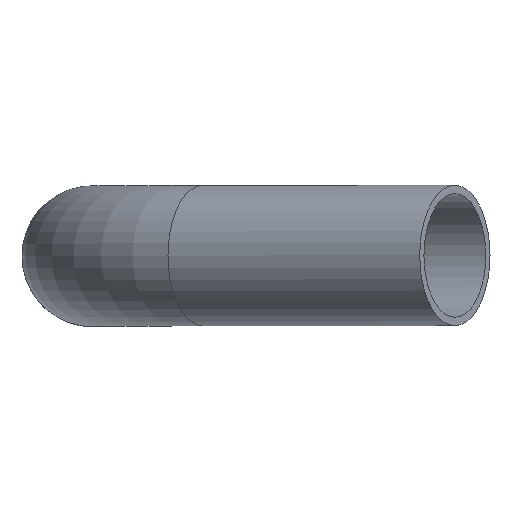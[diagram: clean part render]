
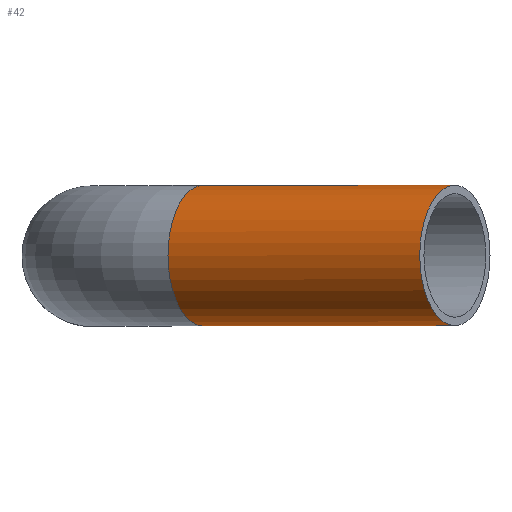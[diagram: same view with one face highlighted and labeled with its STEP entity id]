
A CAD part, top view. The second image highlights one B-rep face of the part: STEP entity #42.
In plain terms, the highlighted cylindrical face has radius 177.5 mm (diameter 355 mm), a full revolution.
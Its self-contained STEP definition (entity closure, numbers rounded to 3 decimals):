
#42 = ADVANCED_FACE( '', ( #85, #86 ), #87, .T. );
#85 = FACE_OUTER_BOUND( '', #124, .T. );
#86 = FACE_OUTER_BOUND( '', #125, .T. );
#87 = CYLINDRICAL_SURFACE( '', #126, 177.5 );
#124 = EDGE_LOOP( '', ( #167 ) );
#125 = EDGE_LOOP( '', ( #168 ) );
#126 = AXIS2_PLACEMENT_3D( '', #169, #170, #171 );
#167 = ORIENTED_EDGE( '', *, *, #192, .T. );
#168 = ORIENTED_EDGE( '', *, *, #188, .F. );
#169 = CARTESIAN_POINT( '', ( 916.13, 0., 1586.784 ) );
#170 = DIRECTION( '', ( -0.866, 0., -0.5 ) );
#171 = DIRECTION( '', ( 0.5, 0., -0.866 ) );
#188 = EDGE_CURVE( '', #206, #206, #207, .T. );
#192 = EDGE_CURVE( '', #213, #213, #214, .T. );
#206 = VERTEX_POINT( '', #230 );
#207 = CIRCLE( '', #231, 177.5 );
#213 = VERTEX_POINT( '', #237 );
#214 = CIRCLE( '', #238, 177.5 );
#230 = CARTESIAN_POINT( '', ( 1004.88, 0., 1433.065 ) );
#231 = AXIS2_PLACEMENT_3D( '', #254, #255, #256 );
#237 = CARTESIAN_POINT( '', ( 368.75, 0., 1065.795 ) );
#238 = AXIS2_PLACEMENT_3D( '', #263, #264, #265 );
#254 = CARTESIAN_POINT( '', ( 916.13, 0., 1586.784 ) );
#255 = DIRECTION( '', ( 0.866, 0., 0.5 ) );
#256 = DIRECTION( '', ( 0.5, 0., -0.866 ) );
#263 = CARTESIAN_POINT( '', ( 280., 0., 1219.514 ) );
#264 = DIRECTION( '', ( 0.866, 0., 0.5 ) );
#265 = DIRECTION( '', ( 0.5, 0., -0.866 ) );
